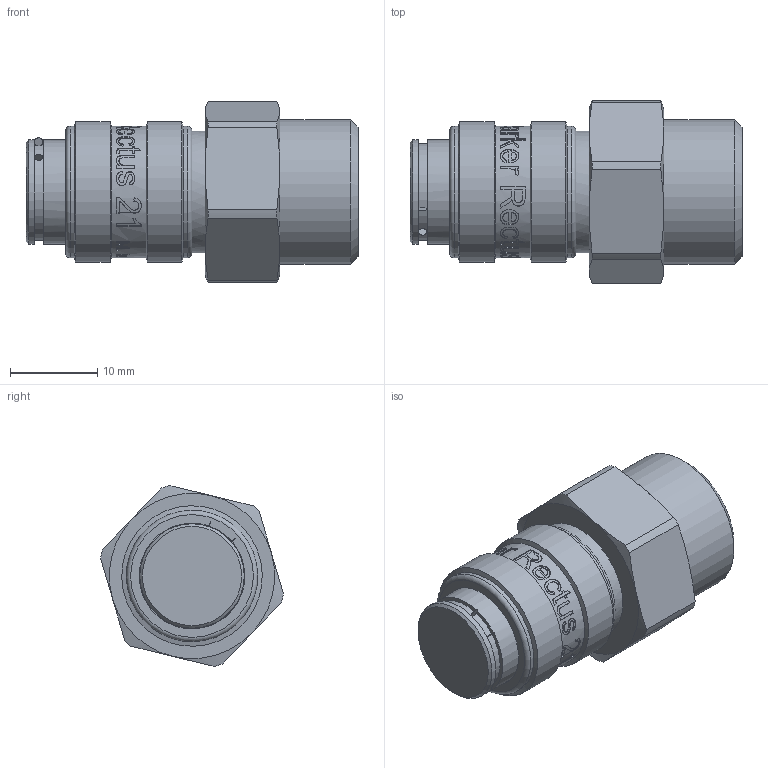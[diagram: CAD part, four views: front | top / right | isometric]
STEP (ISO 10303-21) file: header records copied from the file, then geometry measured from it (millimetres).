
FILE_DESCRIPTION((''),'2;1');
FILE_NAME('21kbaw17mpx.stp','2013-02-01T08:53:38',('IA176480'),(''),'Autodesk Inventor 2011','Autodesk Inventor 2011','');
FILE_SCHEMA(('AUTOMOTIVE_DESIGN { 1 0 10303 214 1 1 1 1 }'));
Length unit declared in the file: millimetre
Products named in the file (1): D105845
Bounding box: 38.15 x 21 x 20.79 mm (x, y, z)
Volume: 7852.7 mm3; surface area: 3888.5 mm2
Topology: 2 solids, 2 shells, 450 faces, 1181 edges, 779 vertices
Faces by surface type: bspline 214, plane 149, cylinder 59, cone 24, torus 4
Full cylindrical faces by diameter (mm): 11.15 x1, 12 x2, 12.15 x2, 14 x3, 15.1 x3, 16.15 x2, 16.662 x1
Entity records: 60707 total; most frequent: CARTESIAN_POINT 51018, ORIENTED_EDGE 2278, DIRECTION 1161, EDGE_CURVE 1139, VERTEX_POINT 769, B_SPLINE_CURVE_WITH_KNOTS 559, EDGE_LOOP 526, FACE_OUTER_BOUND 449
